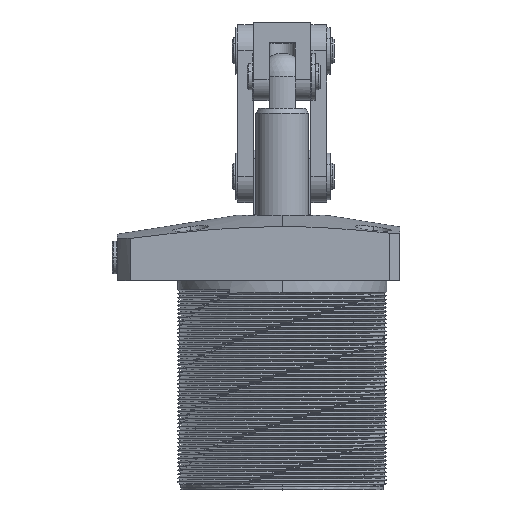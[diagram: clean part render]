
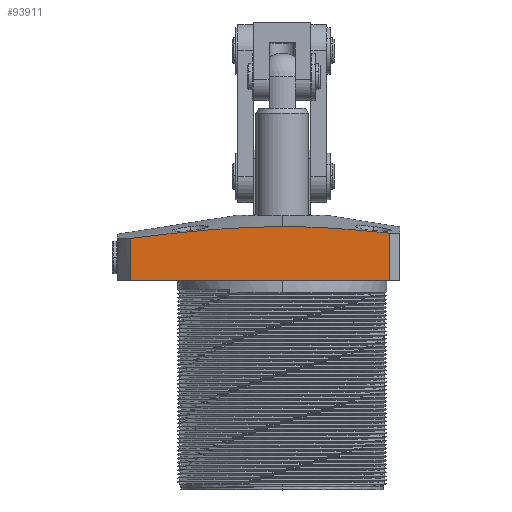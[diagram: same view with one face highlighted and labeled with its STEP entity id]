
A CAD part, top view. The second image highlights one B-rep face of the part: STEP entity #93911.
In plain terms, the highlighted planar face has unit normal (0, 0, 1).
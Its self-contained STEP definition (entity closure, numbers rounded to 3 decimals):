
#3551 = ORIENTED_EDGE ( 'NONE', *, *, #33648, .T. ) ;
#5306 = EDGE_CURVE ( 'NONE', #57818, #138304, #135223, .T. ) ;
#7469 = CARTESIAN_POINT ( 'NONE',  ( 27.349, 19.49, 45. ) ) ;
#11027 = VERTEX_POINT ( 'NONE', #100722 ) ;
#14181 = LINE ( 'NONE', #20756, #79351 ) ;
#19148 = CARTESIAN_POINT ( 'NONE',  ( 13.682, 20.341, 45. ) ) ;
#20756 = CARTESIAN_POINT ( 'NONE',  ( 41., -6., 45. ) ) ;
#28014 = DIRECTION ( 'NONE',  ( 1., 0., 0. ) ) ;
#29009 = CARTESIAN_POINT ( 'NONE',  ( -56.98, 0., 45. ) ) ;
#30788 = CARTESIAN_POINT ( 'NONE',  ( 3.423, 20.644, 45. ) ) ;
#32274 = CARTESIAN_POINT ( 'NONE',  ( -58.114, 0., 45. ) ) ;
#33648 = EDGE_CURVE ( 'NONE', #148307, #57818, #121557, .T. ) ;
#36379 = EDGE_CURVE ( 'NONE', #72031, #148307, #14181, .T. ) ;
#43944 = PLANE ( 'NONE',  #70594 ) ;
#53536 = CARTESIAN_POINT ( 'NONE',  ( 34.176, 18.858, 45. ) ) ;
#54972 = ORIENTED_EDGE ( 'NONE', *, *, #5306, .T. ) ;
#55569 = DIRECTION ( 'NONE',  ( 1., 0., 0. ) ) ;
#57153 = CARTESIAN_POINT ( 'NONE',  ( -58.114, 16.13, 45. ) ) ;
#57818 = VERTEX_POINT ( 'NONE', #62245 ) ;
#62245 = CARTESIAN_POINT ( 'NONE',  ( 0., 20.644, 45. ) ) ;
#70594 = AXIS2_PLACEMENT_3D ( 'NONE', #101061, #124797, #55569 ) ;
#72031 = VERTEX_POINT ( 'NONE', #130182 ) ;
#75679 = VECTOR ( 'NONE', #101506, 1000. ) ;
#79351 = VECTOR ( 'NONE', #89998, 1000. ) ;
#88002 = EDGE_LOOP ( 'NONE', ( #118571, #3551, #54972, #142672, #124923 ) ) ;
#88403 = CARTESIAN_POINT ( 'NONE',  ( 17.1, 20.163, 45. ) ) ;
#89998 = DIRECTION ( 'NONE',  ( 0., 1., 0. ) ) ;
#93911 = ADVANCED_FACE ( 'NONE', ( #107906 ), #43944, .T. ) ;
#100030 = CARTESIAN_POINT ( 'NONE',  ( 6.844, 20.582, 45. ) ) ;
#100722 = CARTESIAN_POINT ( 'NONE',  ( -58.114, 0., 45. ) ) ;
#101061 = CARTESIAN_POINT ( 'NONE',  ( -56.98, 0., 45. ) ) ;
#101506 = DIRECTION ( 'NONE',  ( 0., -1., 0. ) ) ;
#104684 = LINE ( 'NONE', #29009, #135363 ) ;
#107906 = FACE_OUTER_BOUND ( 'NONE', #88002, .T. ) ;
#108071 = EDGE_CURVE ( 'NONE', #138304, #11027, #133496, .T. ) ;
#110512 = CARTESIAN_POINT ( 'NONE',  ( 41., 18.13, 45. ) ) ;
#111617 = CARTESIAN_POINT ( 'NONE',  ( 0., 20.644, 45. ) ) ;
#118571 = ORIENTED_EDGE ( 'NONE', *, *, #36379, .T. ) ;
#121557 = B_SPLINE_CURVE_WITH_KNOTS ( 'NONE', 3,
 ( #134355, #53536, #7469, #88403, #19148, #100030, #30788, #111617 ),
 .UNSPECIFIED., .F., .F.,
 ( 4, 2, 2, 4 ),
 ( 0., 0.021, 0.031, 0.041 ),
 .UNSPECIFIED. ) ;
#124797 = DIRECTION ( 'NONE',  ( 0., 0., 1. ) ) ;
#124923 = ORIENTED_EDGE ( 'NONE', *, *, #137058, .T. ) ;
#130182 = CARTESIAN_POINT ( 'NONE',  ( 41., 0., 45. ) ) ;
#133496 = LINE ( 'NONE', #32274, #75679 ) ;
#133952 = CARTESIAN_POINT ( 'NONE',  ( -58.114, 16.13, 45. ) ) ;
#134100 = CARTESIAN_POINT ( 'NONE',  ( -53.287, 16.735, 45. ) ) ;
#134280 = CARTESIAN_POINT ( 'NONE',  ( -48.458, 17.312, 45. ) ) ;
#134355 = CARTESIAN_POINT ( 'NONE',  ( 41., 18.13, 45. ) ) ;
#134451 = CARTESIAN_POINT ( 'NONE',  ( -38.79, 18.378, 45. ) ) ;
#134602 = CARTESIAN_POINT ( 'NONE',  ( -33.952, 18.867, 45. ) ) ;
#134636 = CARTESIAN_POINT ( 'NONE',  ( -24.26, 19.7, 45. ) ) ;
#134790 = CARTESIAN_POINT ( 'NONE',  ( -19.403, 20.045, 45. ) ) ;
#135223 = B_SPLINE_CURVE_WITH_KNOTS ( 'NONE', 3,
 ( #135454, #135473, #135280, #134790, #134636, #134602, #134451, #134280, #134100, #133952 ),
 .UNSPECIFIED., .F., .F.,
 ( 4, 2, 2, 2, 4 ),
 ( 0.041, 0.056, 0.07, 0.085, 0.099 ),
 .UNSPECIFIED. ) ;
#135280 = CARTESIAN_POINT ( 'NONE',  ( -9.696, 20.518, 45. ) ) ;
#135363 = VECTOR ( 'NONE', #28014, 1000. ) ;
#135454 = CARTESIAN_POINT ( 'NONE',  ( 0., 20.644, 45. ) ) ;
#135473 = CARTESIAN_POINT ( 'NONE',  ( -4.846, 20.644, 45. ) ) ;
#137058 = EDGE_CURVE ( 'NONE', #11027, #72031, #104684, .T. ) ;
#138304 = VERTEX_POINT ( 'NONE', #57153 ) ;
#142672 = ORIENTED_EDGE ( 'NONE', *, *, #108071, .T. ) ;
#148307 = VERTEX_POINT ( 'NONE', #110512 ) ;
